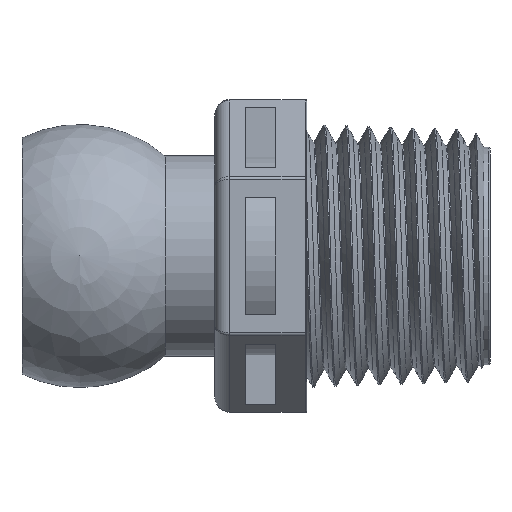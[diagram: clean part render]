
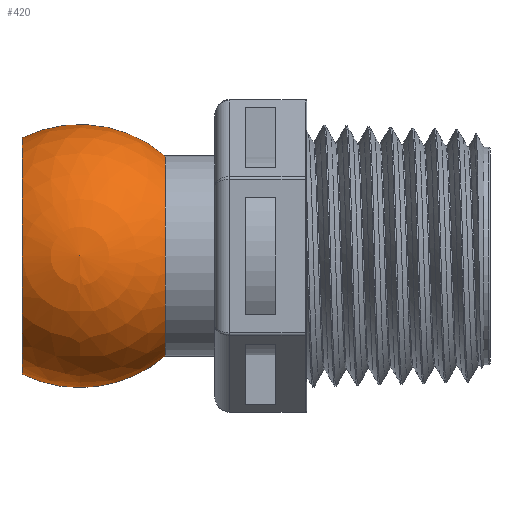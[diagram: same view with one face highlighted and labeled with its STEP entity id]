
A CAD part, front view. The second image highlights one B-rep face of the part: STEP entity #420.
In plain terms, the highlighted spherical face has radius 10.757 mm.
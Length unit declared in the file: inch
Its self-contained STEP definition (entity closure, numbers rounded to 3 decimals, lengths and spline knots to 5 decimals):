
#196 = EDGE_CURVE ( 'NONE', #219, #197, #1777, .T. ) ;
#197 = VERTEX_POINT ( 'NONE', #1772 ) ;
#199 = VERTEX_POINT ( 'NONE', #1771 ) ;
#212 = VERTEX_POINT ( 'NONE', #1809 ) ;
#219 = VERTEX_POINT ( 'NONE', #1856 ) ;
#230 = EDGE_CURVE ( 'NONE', #212, #199, #1891, .T. ) ;
#293 = EDGE_CURVE ( 'NONE', #197, #199, #2014, .T. ) ;
#420 = ADVANCED_FACE ( 'NONE', ( #5385 ), #5378, .T. ) ;
#443 = EDGE_LOOP ( 'NONE', ( #444, #445, #459, #460 ) ) ;
#444 = ORIENTED_EDGE ( 'NONE', *, *, #196, .F. ) ;
#445 = ORIENTED_EDGE ( 'NONE', *, *, #446, .T. ) ;
#446 = EDGE_CURVE ( 'NONE', #219, #212, #5824, .T. ) ;
#459 = ORIENTED_EDGE ( 'NONE', *, *, #230, .T. ) ;
#460 = ORIENTED_EDGE ( 'NONE', *, *, #293, .F. ) ;
#1771 = CARTESIAN_POINT ( 'NONE',  ( -1.04634, 0., -0.3225 ) ) ;
#1772 = CARTESIAN_POINT ( 'NONE',  ( -1.04634, 0., 0.3225 ) ) ;
#1773 = DIRECTION ( 'NONE',  ( 0., 0., 1. ) ) ;
#1774 = DIRECTION ( 'NONE',  ( 0., 1., 0. ) ) ;
#1775 = CARTESIAN_POINT ( 'NONE',  ( -1.32084, 0., 0. ) ) ;
#1776 = AXIS2_PLACEMENT_3D ( 'NONE', #1775, #1774, #1773 ) ;
#1777 = CIRCLE ( 'NONE', #1776, 0.4235 ) ;
#1809 = CARTESIAN_POINT ( 'NONE',  ( -1.507, 0., -0.38039 ) ) ;
#1856 = CARTESIAN_POINT ( 'NONE',  ( -1.507, 0., 0.38039 ) ) ;
#1887 = DIRECTION ( 'NONE',  ( 0., 0., -1. ) ) ;
#1888 = DIRECTION ( 'NONE',  ( 0., -1., 0. ) ) ;
#1889 = CARTESIAN_POINT ( 'NONE',  ( -1.32084, 0., 0. ) ) ;
#1890 = AXIS2_PLACEMENT_3D ( 'NONE', #1889, #1888, #1887 ) ;
#1891 = CIRCLE ( 'NONE', #1890, 0.4235 ) ;
#2010 = DIRECTION ( 'NONE',  ( 0., 0., -1. ) ) ;
#2011 = DIRECTION ( 'NONE',  ( 1., 0., 0. ) ) ;
#2012 = CARTESIAN_POINT ( 'NONE',  ( -1.04634, 0., 0. ) ) ;
#2013 = AXIS2_PLACEMENT_3D ( 'NONE', #2012, #2011, #2010 ) ;
#2014 = CIRCLE ( 'NONE', #2013, 0.3225 ) ;
#5374 = DIRECTION ( 'NONE',  ( 0., 0., -1. ) ) ;
#5375 = DIRECTION ( 'NONE',  ( 0., 1., 0. ) ) ;
#5376 = CARTESIAN_POINT ( 'NONE',  ( -1.32084, 0., 0. ) ) ;
#5377 = AXIS2_PLACEMENT_3D ( 'NONE', #5376, #5375, #5374 ) ;
#5378 = SPHERICAL_SURFACE ( 'NONE', #5377, 0.4235 ) ;
#5385 = FACE_OUTER_BOUND ( 'NONE', #443, .T. ) ;
#5820 = DIRECTION ( 'NONE',  ( 0., 0., -1. ) ) ;
#5821 = DIRECTION ( 'NONE',  ( 1., 0., 0. ) ) ;
#5822 = CARTESIAN_POINT ( 'NONE',  ( -1.507, 0., 0. ) ) ;
#5823 = AXIS2_PLACEMENT_3D ( 'NONE', #5822, #5821, #5820 ) ;
#5824 = CIRCLE ( 'NONE', #5823, 0.38039 ) ;
